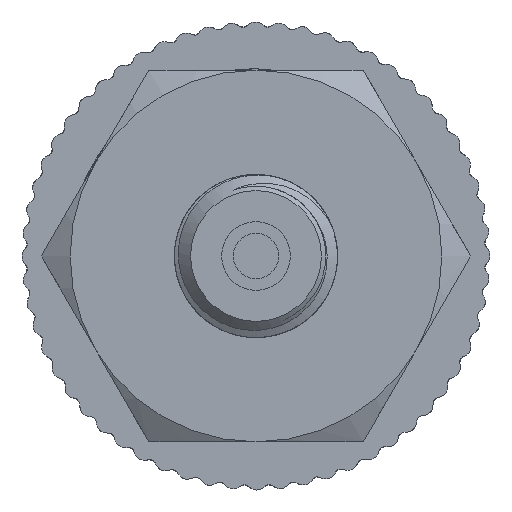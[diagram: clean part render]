
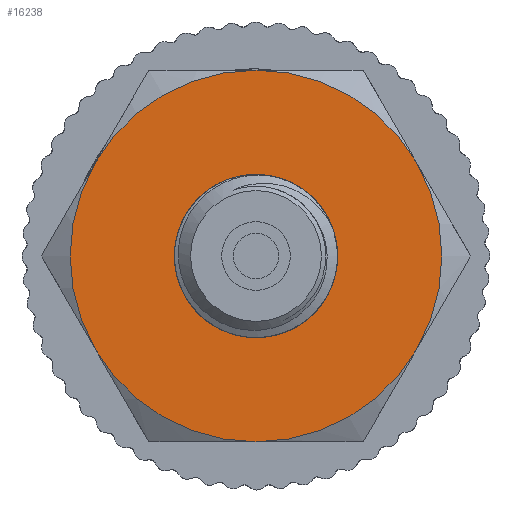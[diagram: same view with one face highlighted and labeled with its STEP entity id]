
A CAD part, left-side view. The second image highlights one B-rep face of the part: STEP entity #16238.
In plain terms, the highlighted planar face has unit normal (-1, 0, 0).
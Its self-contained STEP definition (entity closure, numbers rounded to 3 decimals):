
#655=PLANE('',#17054);
#912=FACE_BOUND('',#2265,.T.);
#1321=FACE_OUTER_BOUND('',#2264,.T.);
#2264=EDGE_LOOP('',(#12413));
#2265=EDGE_LOOP('',(#12414));
#2943=CIRCLE('',#17035,5.9);
#2950=CIRCLE('',#17052,13.5);
#6931=VERTEX_POINT('',#29795);
#6936=VERTEX_POINT('',#30519);
#8944=EDGE_CURVE('',#6931,#6931,#2943,.T.);
#8957=EDGE_CURVE('',#6936,#6936,#2950,.T.);
#12413=ORIENTED_EDGE('',*,*,#8957,.F.);
#12414=ORIENTED_EDGE('',*,*,#8944,.T.);
#16238=ADVANCED_FACE('',(#1321,#912),#655,.T.);
#17035=AXIS2_PLACEMENT_3D('',#29796,#18226,#18227);
#17052=AXIS2_PLACEMENT_3D('',#30521,#18264,#18265);
#17054=AXIS2_PLACEMENT_3D('',#30523,#18268,#18269);
#18226=DIRECTION('center_axis',(1.,0.,0.));
#18227=DIRECTION('ref_axis',(0.,0.,-1.));
#18264=DIRECTION('center_axis',(1.,0.,0.));
#18265=DIRECTION('ref_axis',(0.,0.,-1.));
#18268=DIRECTION('center_axis',(-1.,0.,0.));
#18269=DIRECTION('ref_axis',(0.,0.,1.));
#29795=CARTESIAN_POINT('',(-47.,0.,5.9));
#29796=CARTESIAN_POINT('Origin',(-47.,0.,0.));
#30519=CARTESIAN_POINT('',(-47.,-13.5,0.));
#30521=CARTESIAN_POINT('Origin',(-47.,0.,0.));
#30523=CARTESIAN_POINT('Origin',(-47.,13.5,0.));
